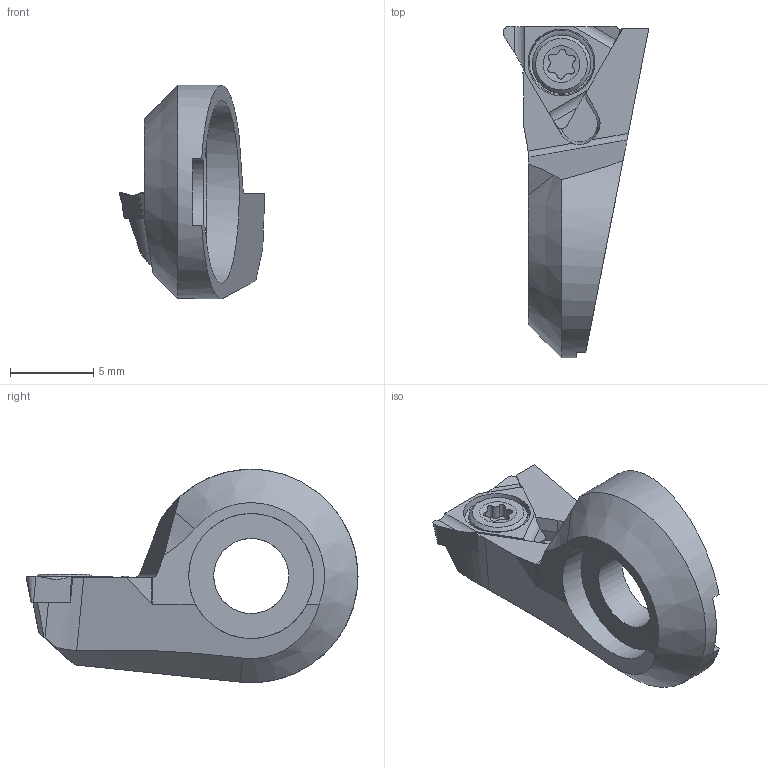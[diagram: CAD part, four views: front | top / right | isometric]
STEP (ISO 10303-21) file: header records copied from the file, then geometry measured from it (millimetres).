
FILE_DESCRIPTION (( 'STEP AP214' ), '1' );
FILE_NAME ('F20.WTL.001.005.STEP', '2020-09-03T11:30:02', ( '' ), ( '' ), 'SwSTEP 2.0', 'SolidWorks 2017', '' );
FILE_SCHEMA (( 'AUTOMOTIVE_DESIGN' ));
Length unit declared in the file: millimetre
Products named in the file (4): WTL-ER2.001.004_A; F20-WTL.001.005_B_fertigbearbeitet; TPGM070104; F20.WTL.001.005
Assembly tree (3 placements, depth 2):
  F20.WTL.001.005
    F20-WTL.001.005_B_fertigbearbeitet
    TPGM070104
    WTL-ER2.001.004_A
Bounding box: 8.73 x 19.9 x 12.8 mm (x, y, z)
Volume: 549 mm3; surface area: 777.8 mm2
Topology: 3 solids, 3 shells, 81 faces, 214 edges, 138 vertices
Faces by surface type: plane 37, cylinder 27, cone 14, torus 3
Full cylindrical faces by diameter (mm): 1.75 x1, 2.2 x1, 2.3 x1, 3.5 x1, 4.5 x1, 7.5 x1
Entity records: 2654 total; most frequent: CARTESIAN_POINT 632, ORIENTED_EDGE 390, DIRECTION 366, EDGE_CURVE 195, VERTEX_POINT 134, AXIS2_PLACEMENT_3D 132, VECTOR 102, LINE 102
